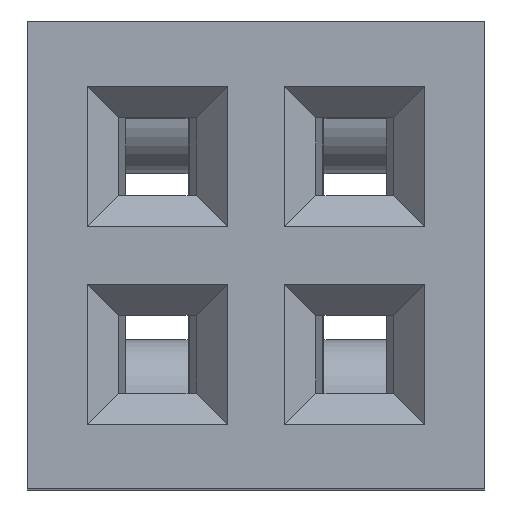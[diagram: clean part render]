
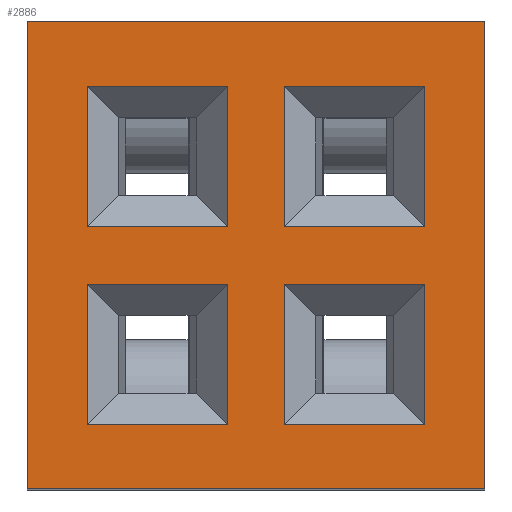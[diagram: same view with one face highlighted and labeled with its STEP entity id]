
A CAD part, top view. The second image highlights one B-rep face of the part: STEP entity #2886.
In plain terms, the highlighted planar face has unit normal (0, 0, 1).
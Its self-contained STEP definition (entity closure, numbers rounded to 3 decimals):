
#154=ORIENTED_EDGE('',*,*,#1008,.T.);
#155=ORIENTED_EDGE('',*,*,#1009,.T.);
#156=ORIENTED_EDGE('',*,*,#1010,.T.);
#157=ORIENTED_EDGE('',*,*,#1011,.T.);
#158=ORIENTED_EDGE('',*,*,#1012,.T.);
#159=ORIENTED_EDGE('',*,*,#1013,.T.);
#160=ORIENTED_EDGE('',*,*,#1014,.T.);
#161=ORIENTED_EDGE('',*,*,#1015,.T.);
#162=ORIENTED_EDGE('',*,*,#1016,.F.);
#163=ORIENTED_EDGE('',*,*,#1017,.F.);
#164=ORIENTED_EDGE('',*,*,#1018,.T.);
#165=ORIENTED_EDGE('',*,*,#1019,.T.);
#166=ORIENTED_EDGE('',*,*,#1020,.T.);
#167=ORIENTED_EDGE('',*,*,#1021,.T.);
#168=ORIENTED_EDGE('',*,*,#1022,.T.);
#169=ORIENTED_EDGE('',*,*,#1023,.T.);
#170=ORIENTED_EDGE('',*,*,#1024,.T.);
#171=ORIENTED_EDGE('',*,*,#1025,.T.);
#172=ORIENTED_EDGE('',*,*,#1026,.T.);
#173=ORIENTED_EDGE('',*,*,#1027,.T.);
#1008=EDGE_CURVE('',#1434,#1435,#1710,.T.);
#1009=EDGE_CURVE('',#1435,#1436,#1711,.T.);
#1010=EDGE_CURVE('',#1436,#1437,#1712,.T.);
#1011=EDGE_CURVE('',#1437,#1434,#1713,.T.);
#1012=EDGE_CURVE('',#1438,#1439,#1714,.T.);
#1013=EDGE_CURVE('',#1439,#1440,#1715,.T.);
#1014=EDGE_CURVE('',#1440,#1441,#1716,.T.);
#1015=EDGE_CURVE('',#1441,#1438,#1717,.T.);
#1016=EDGE_CURVE('',#1442,#1443,#1718,.T.);
#1017=EDGE_CURVE('',#1444,#1442,#1719,.T.);
#1018=EDGE_CURVE('',#1444,#1445,#1720,.T.);
#1019=EDGE_CURVE('',#1445,#1443,#1721,.T.);
#1020=EDGE_CURVE('',#1446,#1447,#1722,.T.);
#1021=EDGE_CURVE('',#1447,#1448,#1723,.T.);
#1022=EDGE_CURVE('',#1448,#1449,#1724,.T.);
#1023=EDGE_CURVE('',#1449,#1446,#1725,.T.);
#1024=EDGE_CURVE('',#1450,#1451,#1726,.T.);
#1025=EDGE_CURVE('',#1451,#1452,#1727,.T.);
#1026=EDGE_CURVE('',#1452,#1453,#1728,.T.);
#1027=EDGE_CURVE('',#1453,#1450,#1729,.T.);
#1434=VERTEX_POINT('',#4121);
#1435=VERTEX_POINT('',#4122);
#1436=VERTEX_POINT('',#4124);
#1437=VERTEX_POINT('',#4126);
#1438=VERTEX_POINT('',#4129);
#1439=VERTEX_POINT('',#4130);
#1440=VERTEX_POINT('',#4132);
#1441=VERTEX_POINT('',#4134);
#1442=VERTEX_POINT('',#4137);
#1443=VERTEX_POINT('',#4138);
#1444=VERTEX_POINT('',#4140);
#1445=VERTEX_POINT('',#4142);
#1446=VERTEX_POINT('',#4145);
#1447=VERTEX_POINT('',#4146);
#1448=VERTEX_POINT('',#4148);
#1449=VERTEX_POINT('',#4150);
#1450=VERTEX_POINT('',#4153);
#1451=VERTEX_POINT('',#4154);
#1452=VERTEX_POINT('',#4156);
#1453=VERTEX_POINT('',#4158);
#1710=LINE('',#4120,#2076);
#1711=LINE('',#4123,#2077);
#1712=LINE('',#4125,#2078);
#1713=LINE('',#4127,#2079);
#1714=LINE('',#4128,#2080);
#1715=LINE('',#4131,#2081);
#1716=LINE('',#4133,#2082);
#1717=LINE('',#4135,#2083);
#1718=LINE('',#4136,#2084);
#1719=LINE('',#4139,#2085);
#1720=LINE('',#4141,#2086);
#1721=LINE('',#4143,#2087);
#1722=LINE('',#4144,#2088);
#1723=LINE('',#4147,#2089);
#1724=LINE('',#4149,#2090);
#1725=LINE('',#4151,#2091);
#1726=LINE('',#4152,#2092);
#1727=LINE('',#4155,#2093);
#1728=LINE('',#4157,#2094);
#1729=LINE('',#4159,#2095);
#2076=VECTOR('',#3310,1000.);
#2077=VECTOR('',#3311,1000.);
#2078=VECTOR('',#3312,1000.);
#2079=VECTOR('',#3313,1000.);
#2080=VECTOR('',#3314,1000.);
#2081=VECTOR('',#3315,1000.);
#2082=VECTOR('',#3316,1000.);
#2083=VECTOR('',#3317,1000.);
#2084=VECTOR('',#3318,1000.);
#2085=VECTOR('',#3319,1000.);
#2086=VECTOR('',#3320,1000.);
#2087=VECTOR('',#3321,1000.);
#2088=VECTOR('',#3322,1000.);
#2089=VECTOR('',#3323,1000.);
#2090=VECTOR('',#3324,1000.);
#2091=VECTOR('',#3325,1000.);
#2092=VECTOR('',#3326,1000.);
#2093=VECTOR('',#3327,1000.);
#2094=VECTOR('',#3328,1000.);
#2095=VECTOR('',#3329,1000.);
#2426=EDGE_LOOP('',(#154,#155,#156,#157));
#2427=EDGE_LOOP('',(#158,#159,#160,#161));
#2428=EDGE_LOOP('',(#162,#163,#164,#165));
#2429=EDGE_LOOP('',(#166,#167,#168,#169));
#2430=EDGE_LOOP('',(#170,#171,#172,#173));
#2592=FACE_BOUND('',#2426,.T.);
#2593=FACE_BOUND('',#2427,.T.);
#2594=FACE_BOUND('',#2428,.T.);
#2595=FACE_BOUND('',#2429,.T.);
#2596=FACE_BOUND('',#2430,.T.);
#2758=PLANE('',#3071);
#2886=ADVANCED_FACE('',(#2592,#2593,#2594,#2595,#2596),#2758,.T.);
#3071=AXIS2_PLACEMENT_3D('',#4119,#3308,#3309);
#3308=DIRECTION('',(0.,0.,1.));
#3309=DIRECTION('',(1.,0.,0.));
#3310=DIRECTION('',(-1.,0.,0.));
#3311=DIRECTION('',(0.,1.,0.));
#3312=DIRECTION('',(1.,0.,0.));
#3313=DIRECTION('',(0.,-1.,0.));
#3314=DIRECTION('',(-1.,0.,0.));
#3315=DIRECTION('',(0.,1.,0.));
#3316=DIRECTION('',(1.,0.,0.));
#3317=DIRECTION('',(0.,-1.,0.));
#3318=DIRECTION('',(1.,0.,0.));
#3319=DIRECTION('',(0.,1.,0.));
#3320=DIRECTION('',(1.,0.,0.));
#3321=DIRECTION('',(0.,1.,0.));
#3322=DIRECTION('',(-1.,0.,0.));
#3323=DIRECTION('',(0.,1.,0.));
#3324=DIRECTION('',(1.,0.,0.));
#3325=DIRECTION('',(0.,-1.,0.));
#3326=DIRECTION('',(-1.,0.,0.));
#3327=DIRECTION('',(0.,1.,0.));
#3328=DIRECTION('',(1.,0.,0.));
#3329=DIRECTION('',(0.,-1.,0.));
#4119=CARTESIAN_POINT('',(-1.47,-1.5,2.25));
#4120=CARTESIAN_POINT('',(-1.47,-1.085,2.25));
#4121=CARTESIAN_POINT('',(1.085,-1.085,2.25));
#4122=CARTESIAN_POINT('',(0.185,-1.085,2.25));
#4123=CARTESIAN_POINT('',(0.185,-1.5,2.25));
#4124=CARTESIAN_POINT('',(0.185,-0.185,2.25));
#4125=CARTESIAN_POINT('',(-1.47,-0.185,2.25));
#4126=CARTESIAN_POINT('',(1.085,-0.185,2.25));
#4127=CARTESIAN_POINT('',(1.085,-1.5,2.25));
#4128=CARTESIAN_POINT('',(-1.47,-1.085,2.25));
#4129=CARTESIAN_POINT('',(-0.185,-1.085,2.25));
#4130=CARTESIAN_POINT('',(-1.085,-1.085,2.25));
#4131=CARTESIAN_POINT('',(-1.085,-1.5,2.25));
#4132=CARTESIAN_POINT('',(-1.085,-0.185,2.25));
#4133=CARTESIAN_POINT('',(-1.47,-0.185,2.25));
#4134=CARTESIAN_POINT('',(-0.185,-0.185,2.25));
#4135=CARTESIAN_POINT('',(-0.185,-1.5,2.25));
#4136=CARTESIAN_POINT('',(-1.47,1.5,2.25));
#4137=CARTESIAN_POINT('',(-1.47,1.5,2.25));
#4138=CARTESIAN_POINT('',(1.47,1.5,2.25));
#4139=CARTESIAN_POINT('',(-1.47,-1.5,2.25));
#4140=CARTESIAN_POINT('',(-1.47,-1.5,2.25));
#4141=CARTESIAN_POINT('',(-1.47,-1.5,2.25));
#4142=CARTESIAN_POINT('',(1.47,-1.5,2.25));
#4143=CARTESIAN_POINT('',(1.47,-1.5,2.25));
#4144=CARTESIAN_POINT('',(-1.47,0.185,2.25));
#4145=CARTESIAN_POINT('',(-0.185,0.185,2.25));
#4146=CARTESIAN_POINT('',(-1.085,0.185,2.25));
#4147=CARTESIAN_POINT('',(-1.085,-1.5,2.25));
#4148=CARTESIAN_POINT('',(-1.085,1.085,2.25));
#4149=CARTESIAN_POINT('',(-1.47,1.085,2.25));
#4150=CARTESIAN_POINT('',(-0.185,1.085,2.25));
#4151=CARTESIAN_POINT('',(-0.185,-1.5,2.25));
#4152=CARTESIAN_POINT('',(-1.47,0.185,2.25));
#4153=CARTESIAN_POINT('',(1.085,0.185,2.25));
#4154=CARTESIAN_POINT('',(0.185,0.185,2.25));
#4155=CARTESIAN_POINT('',(0.185,-1.5,2.25));
#4156=CARTESIAN_POINT('',(0.185,1.085,2.25));
#4157=CARTESIAN_POINT('',(-1.47,1.085,2.25));
#4158=CARTESIAN_POINT('',(1.085,1.085,2.25));
#4159=CARTESIAN_POINT('',(1.085,-1.5,2.25));
